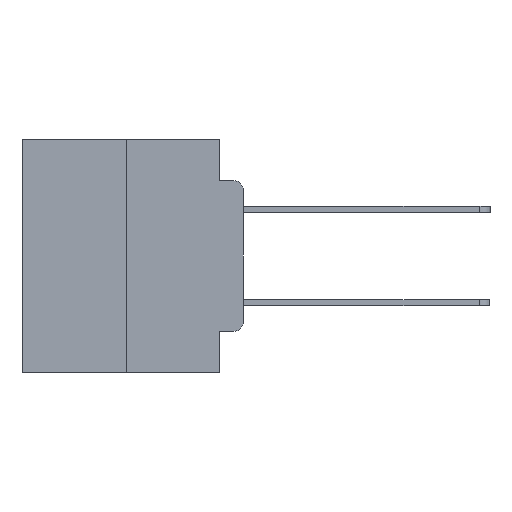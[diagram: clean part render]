
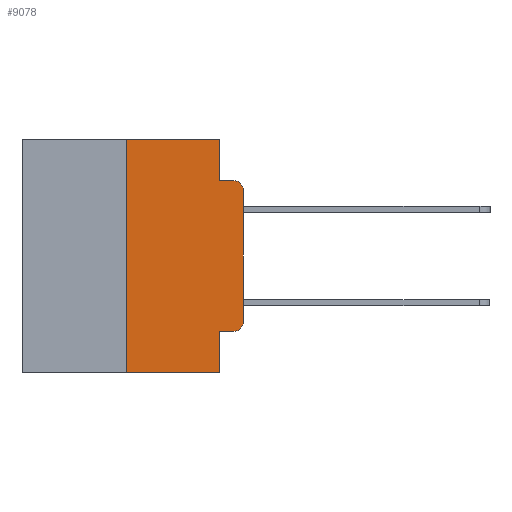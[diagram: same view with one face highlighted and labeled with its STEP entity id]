
A CAD part, left-side view. The second image highlights one B-rep face of the part: STEP entity #9078.
In plain terms, the highlighted planar face has unit normal (-1, 0, 0).
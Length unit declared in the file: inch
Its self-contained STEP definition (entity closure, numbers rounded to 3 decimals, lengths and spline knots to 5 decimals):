
#173 = VECTOR ( 'NONE', #1417, 39.37008 ) ;
#367 = EDGE_CURVE ( 'NONE', #16232, #19784, #15936, .T. ) ;
#570 = LINE ( 'NONE', #25664, #26152 ) ;
#849 = CARTESIAN_POINT ( 'NONE',  ( 0., 0.02, -0.4115 ) ) ;
#907 = DIRECTION ( 'NONE',  ( 0., 0., -1. ) ) ;
#981 = ORIENTED_EDGE ( 'NONE', *, *, #7280, .T. ) ;
#1157 = AXIS2_PLACEMENT_3D ( 'NONE', #26153, #8224, #22280 ) ;
#1302 = CARTESIAN_POINT ( 'NONE',  ( 0., 0.051, -0.5 ) ) ;
#1332 = CARTESIAN_POINT ( 'NONE',  ( 0., 0.051, 0. ) ) ;
#1417 = DIRECTION ( 'NONE',  ( 0., 0., -1. ) ) ;
#1481 = DIRECTION ( 'NONE',  ( 0., 0., 1. ) ) ;
#2270 = EDGE_LOOP ( 'NONE', ( #24300, #16820, #20020, #12507, #5189, #14768, #24676, #25312, #981, #20391 ) ) ;
#2714 = AXIS2_PLACEMENT_3D ( 'NONE', #22283, #2964, #907 ) ;
#2964 = DIRECTION ( 'NONE',  ( -1., 0., 0. ) ) ;
#3831 = LINE ( 'NONE', #25462, #14677 ) ;
#3939 = VERTEX_POINT ( 'NONE', #24348 ) ;
#4422 = DIRECTION ( 'NONE',  ( 0., 0., -1. ) ) ;
#5030 = DIRECTION ( 'NONE',  ( 0., -1., 0. ) ) ;
#5189 = ORIENTED_EDGE ( 'NONE', *, *, #20364, .F. ) ;
#5488 = VERTEX_POINT ( 'NONE', #19439 ) ;
#6142 = PLANE ( 'NONE',  #1157 ) ;
#7039 = CARTESIAN_POINT ( 'NONE',  ( 0., 0.051, -0.4115 ) ) ;
#7280 = EDGE_CURVE ( 'NONE', #11181, #16232, #3831, .T. ) ;
#8224 = DIRECTION ( 'NONE',  ( 1., 0., 0. ) ) ;
#8538 = VECTOR ( 'NONE', #13757, 39.37008 ) ;
#9034 = VERTEX_POINT ( 'NONE', #21173 ) ;
#9078 = ADVANCED_FACE ( 'NONE', ( #19925 ), #6142, .F. ) ;
#9402 = AXIS2_PLACEMENT_3D ( 'NONE', #9986, #23975, #12032 ) ;
#9789 = VECTOR ( 'NONE', #14516, 39.37008 ) ;
#9889 = EDGE_CURVE ( 'NONE', #11627, #9034, #11732, .T. ) ;
#9986 = CARTESIAN_POINT ( 'NONE',  ( 0., 0.02, -0.1085 ) ) ;
#10606 = CARTESIAN_POINT ( 'NONE',  ( 0., 0.051, -0.0885 ) ) ;
#10745 = EDGE_CURVE ( 'NONE', #19784, #17154, #570, .T. ) ;
#11181 = VERTEX_POINT ( 'NONE', #7039 ) ;
#11482 = LINE ( 'NONE', #20942, #22739 ) ;
#11577 = CARTESIAN_POINT ( 'NONE',  ( 0., 0., -0.3915 ) ) ;
#11627 = VERTEX_POINT ( 'NONE', #10606 ) ;
#11732 = LINE ( 'NONE', #15168, #22359 ) ;
#11936 = VECTOR ( 'NONE', #4422, 39.37008 ) ;
#12032 = DIRECTION ( 'NONE',  ( 0., 0., -1. ) ) ;
#12409 = CARTESIAN_POINT ( 'NONE',  ( 0., 0., -0.1085 ) ) ;
#12507 = ORIENTED_EDGE ( 'NONE', *, *, #19817, .F. ) ;
#13377 = CARTESIAN_POINT ( 'NONE',  ( 0., 0.25, -0.5 ) ) ;
#13554 = DIRECTION ( 'NONE',  ( 0., -1., 0. ) ) ;
#13757 = DIRECTION ( 'NONE',  ( 0., -1., 0. ) ) ;
#14516 = DIRECTION ( 'NONE',  ( 0., -1., 0. ) ) ;
#14677 = VECTOR ( 'NONE', #13554, 39.37008 ) ;
#14768 = ORIENTED_EDGE ( 'NONE', *, *, #23445, .F. ) ;
#15087 = VERTEX_POINT ( 'NONE', #13377 ) ;
#15168 = CARTESIAN_POINT ( 'NONE',  ( 0., 0.051, -0.0885 ) ) ;
#15420 = EDGE_CURVE ( 'NONE', #11181, #18544, #16617, .T. ) ;
#15936 = CIRCLE ( 'NONE', #2714, 0.02 ) ;
#16232 = VERTEX_POINT ( 'NONE', #849 ) ;
#16617 = LINE ( 'NONE', #18619, #11936 ) ;
#16820 = ORIENTED_EDGE ( 'NONE', *, *, #20657, .T. ) ;
#17075 = LINE ( 'NONE', #1332, #173 ) ;
#17154 = VERTEX_POINT ( 'NONE', #12409 ) ;
#18544 = VERTEX_POINT ( 'NONE', #1302 ) ;
#18619 = CARTESIAN_POINT ( 'NONE',  ( 0., 0.051, 0. ) ) ;
#19439 = CARTESIAN_POINT ( 'NONE',  ( 0., 0.25, 0. ) ) ;
#19784 = VERTEX_POINT ( 'NONE', #11577 ) ;
#19800 = CARTESIAN_POINT ( 'NONE',  ( 0., 0.473, 0. ) ) ;
#19817 = EDGE_CURVE ( 'NONE', #3939, #11627, #17075, .T. ) ;
#19925 = FACE_OUTER_BOUND ( 'NONE', #2270, .T. ) ;
#20020 = ORIENTED_EDGE ( 'NONE', *, *, #9889, .F. ) ;
#20364 = EDGE_CURVE ( 'NONE', #5488, #3939, #24520, .T. ) ;
#20391 = ORIENTED_EDGE ( 'NONE', *, *, #367, .T. ) ;
#20657 = EDGE_CURVE ( 'NONE', #17154, #9034, #23585, .T. ) ;
#20942 = CARTESIAN_POINT ( 'NONE',  ( 0., 0.25, 0. ) ) ;
#21173 = CARTESIAN_POINT ( 'NONE',  ( 0., 0.02, -0.0885 ) ) ;
#21317 = EDGE_CURVE ( 'NONE', #15087, #18544, #23869, .T. ) ;
#22280 = DIRECTION ( 'NONE',  ( 0., 0., -1. ) ) ;
#22283 = CARTESIAN_POINT ( 'NONE',  ( 0., 0.02, -0.3915 ) ) ;
#22359 = VECTOR ( 'NONE', #5030, 39.37008 ) ;
#22739 = VECTOR ( 'NONE', #22922, 39.37008 ) ;
#22922 = DIRECTION ( 'NONE',  ( 0., 0., 1. ) ) ;
#23445 = EDGE_CURVE ( 'NONE', #15087, #5488, #11482, .T. ) ;
#23585 = CIRCLE ( 'NONE', #9402, 0.02 ) ;
#23869 = LINE ( 'NONE', #24458, #9789 ) ;
#23975 = DIRECTION ( 'NONE',  ( -1., 0., 0. ) ) ;
#24300 = ORIENTED_EDGE ( 'NONE', *, *, #10745, .T. ) ;
#24348 = CARTESIAN_POINT ( 'NONE',  ( 0., 0.051, 0. ) ) ;
#24458 = CARTESIAN_POINT ( 'NONE',  ( 0., 0.473, -0.5 ) ) ;
#24520 = LINE ( 'NONE', #19800, #8538 ) ;
#24676 = ORIENTED_EDGE ( 'NONE', *, *, #21317, .T. ) ;
#25312 = ORIENTED_EDGE ( 'NONE', *, *, #15420, .F. ) ;
#25462 = CARTESIAN_POINT ( 'NONE',  ( 0., 0.051, -0.4115 ) ) ;
#25664 = CARTESIAN_POINT ( 'NONE',  ( 0., 0., 0. ) ) ;
#26152 = VECTOR ( 'NONE', #1481, 39.37008 ) ;
#26153 = CARTESIAN_POINT ( 'NONE',  ( 0., 0.473, 0. ) ) ;
